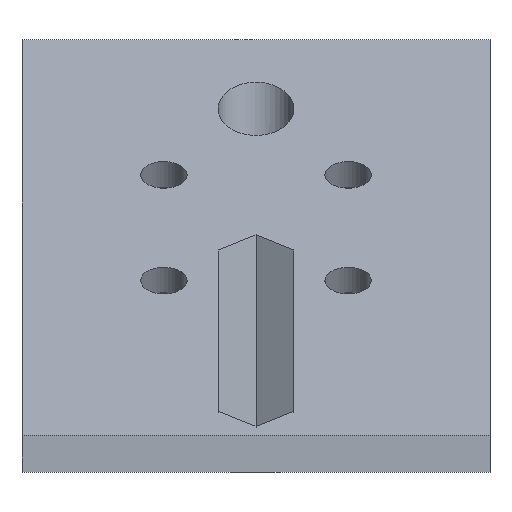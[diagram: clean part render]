
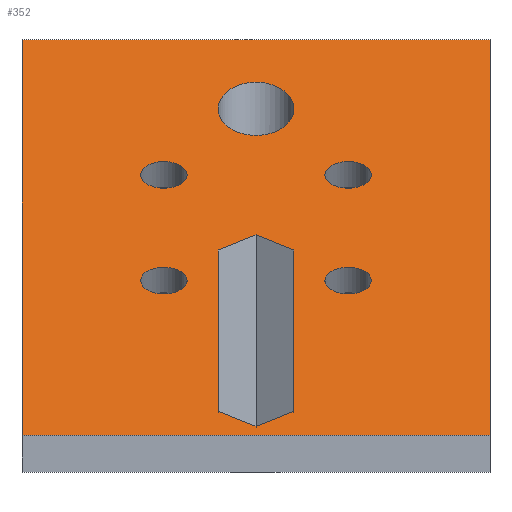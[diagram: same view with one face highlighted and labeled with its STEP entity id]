
A CAD part, front view. The second image highlights one B-rep face of the part: STEP entity #352.
In plain terms, the highlighted planar face has unit normal (0, -0.574, 0.819).
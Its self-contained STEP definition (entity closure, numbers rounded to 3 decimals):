
#63 = VERTEX_POINT('',#64);
#64 = CARTESIAN_POINT('',(-31.75,13.404,58.709));
#70 = EDGE_CURVE('',#63,#71,#73,.T.);
#71 = VERTEX_POINT('',#72);
#72 = CARTESIAN_POINT('',(-31.75,-63.3,5.));
#73 = LINE('',#74,#75);
#74 = CARTESIAN_POINT('',(-31.75,3.034,51.448));
#75 = VECTOR('',#76,1.);
#76 = DIRECTION('',(0.,-0.819,-0.574));
#169 = VERTEX_POINT('',#170);
#170 = CARTESIAN_POINT('',(31.75,13.404,58.709));
#178 = EDGE_CURVE('',#169,#63,#179,.T.);
#179 = LINE('',#180,#181);
#180 = CARTESIAN_POINT('',(31.75,13.404,58.709));
#181 = VECTOR('',#182,1.);
#182 = DIRECTION('',(-1.,0.,0.));
#266 = VERTEX_POINT('',#267);
#267 = CARTESIAN_POINT('',(31.75,-63.3,5.));
#273 = EDGE_CURVE('',#266,#169,#274,.T.);
#274 = LINE('',#275,#276);
#275 = CARTESIAN_POINT('',(31.75,-24.075,32.466));
#276 = VECTOR('',#277,1.);
#277 = DIRECTION('',(0.,0.819,0.574));
#352 = ADVANCED_FACE('',(#353,#364,#375,#386,#397,#447,#458),#469,.T.);
#353 = FACE_BOUND('',#354,.T.);
#354 = EDGE_LOOP('',(#355,#356,#357,#358));
#355 = ORIENTED_EDGE('',*,*,#273,.T.);
#356 = ORIENTED_EDGE('',*,*,#178,.T.);
#357 = ORIENTED_EDGE('',*,*,#70,.T.);
#358 = ORIENTED_EDGE('',*,*,#359,.F.);
#359 = EDGE_CURVE('',#266,#71,#360,.T.);
#360 = LINE('',#361,#362);
#361 = CARTESIAN_POINT('',(122.813,-63.3,5.));
#362 = VECTOR('',#363,1.);
#363 = DIRECTION('',(-1.,0.,0.));
#364 = FACE_BOUND('',#365,.T.);
#365 = EDGE_LOOP('',(#366));
#366 = ORIENTED_EDGE('',*,*,#367,.F.);
#367 = EDGE_CURVE('',#368,#368,#370,.T.);
#368 = VERTEX_POINT('',#369);
#369 = CARTESIAN_POINT('',(-9.35,-12.796,40.363));
#370 = CIRCLE('',#371,3.15);
#371 = AXIS2_PLACEMENT_3D('',#372,#373,#374);
#372 = CARTESIAN_POINT('',(-12.5,-12.796,40.363));
#373 = DIRECTION('',(0.,-0.574,0.819));
#374 = DIRECTION('',(1.,0.,0.));
#375 = FACE_BOUND('',#376,.T.);
#376 = EDGE_LOOP('',(#377));
#377 = ORIENTED_EDGE('',*,*,#378,.F.);
#378 = EDGE_CURVE('',#379,#379,#381,.T.);
#379 = VERTEX_POINT('',#380);
#380 = CARTESIAN_POINT('',(5.15,0.,49.323));
#381 = ELLIPSE('',#382,6.287,5.15);
#382 = AXIS2_PLACEMENT_3D('',#383,#384,#385);
#383 = CARTESIAN_POINT('',(0.,0.,49.323));
#384 = DIRECTION('',(0.,-0.574,0.819)
  );
#385 = DIRECTION('',(0.,-0.819,-0.574
    ));
#386 = FACE_BOUND('',#387,.T.);
#387 = EDGE_LOOP('',(#388));
#388 = ORIENTED_EDGE('',*,*,#389,.F.);
#389 = EDGE_CURVE('',#390,#390,#392,.T.);
#390 = VERTEX_POINT('',#391);
#391 = CARTESIAN_POINT('',(-9.35,-33.275,26.024));
#392 = CIRCLE('',#393,3.15);
#393 = AXIS2_PLACEMENT_3D('',#394,#395,#396);
#394 = CARTESIAN_POINT('',(-12.5,-33.275,26.024));
#395 = DIRECTION('',(0.,-0.574,0.819));
#396 = DIRECTION('',(1.,0.,0.));
#397 = FACE_BOUND('',#398,.T.);
#398 = EDGE_LOOP('',(#399,#409,#417,#425,#433,#441));
#399 = ORIENTED_EDGE('',*,*,#400,.T.);
#400 = EDGE_CURVE('',#401,#403,#405,.T.);
#401 = VERTEX_POINT('',#402);
#402 = CARTESIAN_POINT('',(-5.1,-27.356,30.169));
#403 = VERTEX_POINT('',#404);
#404 = CARTESIAN_POINT('',(0.,-24.411,32.23));
#405 = LINE('',#406,#407);
#406 = CARTESIAN_POINT('',(49.26,4.029,
    52.145));
#407 = VECTOR('',#408,1.);
#408 = DIRECTION('',(0.817,0.472,0.33));
#409 = ORIENTED_EDGE('',*,*,#410,.T.);
#410 = EDGE_CURVE('',#403,#411,#413,.T.);
#411 = VERTEX_POINT('',#412);
#412 = CARTESIAN_POINT('',(5.1,-27.356,30.169));
#413 = LINE('',#414,#415);
#414 = CARTESIAN_POINT('',(35.064,-44.655,
    18.055));
#415 = VECTOR('',#416,1.);
#416 = DIRECTION('',(0.817,-0.472,-0.33));
#417 = ORIENTED_EDGE('',*,*,#418,.F.);
#418 = EDGE_CURVE('',#419,#411,#421,.T.);
#419 = VERTEX_POINT('',#420);
#420 = CARTESIAN_POINT('',(5.05,-58.616,8.28));
#421 = LINE('',#422,#423);
#422 = CARTESIAN_POINT('',(5.126,-11.012,41.612
    ));
#423 = VECTOR('',#424,1.);
#424 = DIRECTION('',(0.001,0.819,0.574));
#425 = ORIENTED_EDGE('',*,*,#426,.T.);
#426 = EDGE_CURVE('',#419,#427,#429,.T.);
#427 = VERTEX_POINT('',#428);
#428 = CARTESIAN_POINT('',(0.,-61.531,6.239));
#429 = LINE('',#430,#431);
#430 = CARTESIAN_POINT('',(63.44,-24.904,
    31.885));
#431 = VECTOR('',#432,1.);
#432 = DIRECTION('',(-0.817,-0.472,-0.33));
#433 = ORIENTED_EDGE('',*,*,#434,.T.);
#434 = EDGE_CURVE('',#427,#435,#437,.T.);
#435 = VERTEX_POINT('',#436);
#436 = CARTESIAN_POINT('',(-5.05,-58.616,8.28));
#437 = LINE('',#438,#439);
#438 = CARTESIAN_POINT('',(16.364,-70.979,
    -0.377));
#439 = VECTOR('',#440,1.);
#440 = DIRECTION('',(-0.817,0.472,0.33));
#441 = ORIENTED_EDGE('',*,*,#442,.F.);
#442 = EDGE_CURVE('',#401,#435,#443,.T.);
#443 = LINE('',#444,#445);
#444 = CARTESIAN_POINT('',(-5.109,-21.632,
    34.176));
#445 = VECTOR('',#446,1.);
#446 = DIRECTION('',(0.001,-0.819,-0.574)
  );
#447 = FACE_BOUND('',#448,.T.);
#448 = EDGE_LOOP('',(#449));
#449 = ORIENTED_EDGE('',*,*,#450,.F.);
#450 = EDGE_CURVE('',#451,#451,#453,.T.);
#451 = VERTEX_POINT('',#452);
#452 = CARTESIAN_POINT('',(15.65,-12.796,40.363));
#453 = CIRCLE('',#454,3.15);
#454 = AXIS2_PLACEMENT_3D('',#455,#456,#457);
#455 = CARTESIAN_POINT('',(12.5,-12.796,40.363));
#456 = DIRECTION('',(0.,-0.574,0.819));
#457 = DIRECTION('',(1.,0.,0.));
#458 = FACE_BOUND('',#459,.T.);
#459 = EDGE_LOOP('',(#460));
#460 = ORIENTED_EDGE('',*,*,#461,.F.);
#461 = EDGE_CURVE('',#462,#462,#464,.T.);
#462 = VERTEX_POINT('',#463);
#463 = CARTESIAN_POINT('',(15.65,-33.275,26.024));
#464 = CIRCLE('',#465,3.15);
#465 = AXIS2_PLACEMENT_3D('',#466,#467,#468);
#466 = CARTESIAN_POINT('',(12.5,-33.275,26.024));
#467 = DIRECTION('',(0.,-0.574,0.819));
#468 = DIRECTION('',(1.,0.,0.));
#469 = PLANE('',#470);
#470 = AXIS2_PLACEMENT_3D('',#471,#472,#473);
#471 = CARTESIAN_POINT('',(122.813,17.5,61.577));
#472 = DIRECTION('',(0.,-0.574,0.819)
  );
#473 = DIRECTION('',(0.,-0.819,-0.574
    ));
